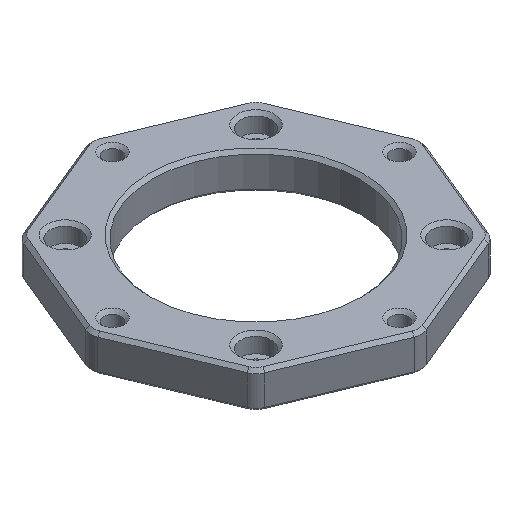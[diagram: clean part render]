
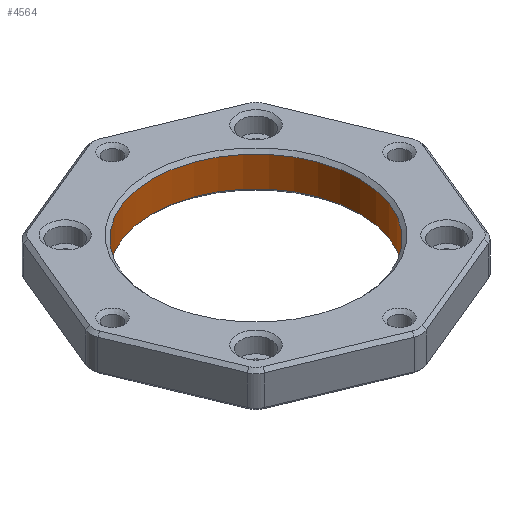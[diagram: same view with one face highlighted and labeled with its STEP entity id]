
A CAD part, isometric view. The second image highlights one B-rep face of the part: STEP entity #4564.
In plain terms, the highlighted cylindrical face has radius 25.5 mm (diameter 51 mm), a full revolution.
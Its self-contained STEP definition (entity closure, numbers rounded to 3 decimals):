
#1063 = CONICAL_SURFACE('',#1064,25.5,0.785);
#1064 = AXIS2_PLACEMENT_3D('',#1065,#1066,#1067);
#1065 = CARTESIAN_POINT('',(0.,0.,0.8));
#1066 = DIRECTION('',(-0.,-0.,-1.));
#1067 = DIRECTION('',(1.,0.,0.));
#1854 = CONICAL_SURFACE('',#1855,25.5,0.785);
#1855 = AXIS2_PLACEMENT_3D('',#1856,#1857,#1858);
#1856 = CARTESIAN_POINT('',(0.,0.,8.2));
#1857 = DIRECTION('',(0.,0.,1.));
#1858 = DIRECTION('',(1.,0.,0.));
#2827 = VERTEX_POINT('',#2828);
#2828 = CARTESIAN_POINT('',(25.5,0.,0.8));
#2851 = EDGE_CURVE('',#2827,#2827,#2852,.T.);
#2852 = SURFACE_CURVE('',#2853,(#2858,#2865),.PCURVE_S1.);
#2853 = CIRCLE('',#2854,25.5);
#2854 = AXIS2_PLACEMENT_3D('',#2855,#2856,#2857);
#2855 = CARTESIAN_POINT('',(0.,0.,0.8));
#2856 = DIRECTION('',(0.,0.,1.));
#2857 = DIRECTION('',(1.,0.,0.));
#2858 = PCURVE('',#1063,#2859);
#2859 = DEFINITIONAL_REPRESENTATION('',(#2860),#2864);
#2860 = LINE('',#2861,#2862);
#2861 = CARTESIAN_POINT('',(-0.,-0.));
#2862 = VECTOR('',#2863,1.);
#2863 = DIRECTION('',(-1.,-0.));
#2864 = ( GEOMETRIC_REPRESENTATION_CONTEXT(2) 
PARAMETRIC_REPRESENTATION_CONTEXT() REPRESENTATION_CONTEXT('2D SPACE',''
  ) );
#2865 = PCURVE('',#2866,#2871);
#2866 = CYLINDRICAL_SURFACE('',#2867,25.5);
#2867 = AXIS2_PLACEMENT_3D('',#2868,#2869,#2870);
#2868 = CARTESIAN_POINT('',(0.,0.,0.));
#2869 = DIRECTION('',(-0.,-0.,-1.));
#2870 = DIRECTION('',(1.,0.,0.));
#2871 = DEFINITIONAL_REPRESENTATION('',(#2872),#2876);
#2872 = LINE('',#2873,#2874);
#2873 = CARTESIAN_POINT('',(-0.,-0.8));
#2874 = VECTOR('',#2875,1.);
#2875 = DIRECTION('',(-1.,0.));
#2876 = ( GEOMETRIC_REPRESENTATION_CONTEXT(2) 
PARAMETRIC_REPRESENTATION_CONTEXT() REPRESENTATION_CONTEXT('2D SPACE',''
  ) );
#4009 = VERTEX_POINT('',#4010);
#4010 = CARTESIAN_POINT('',(25.5,0.,8.2));
#4033 = EDGE_CURVE('',#4009,#4009,#4034,.T.);
#4034 = SURFACE_CURVE('',#4035,(#4040,#4047),.PCURVE_S1.);
#4035 = CIRCLE('',#4036,25.5);
#4036 = AXIS2_PLACEMENT_3D('',#4037,#4038,#4039);
#4037 = CARTESIAN_POINT('',(0.,0.,8.2));
#4038 = DIRECTION('',(0.,0.,1.));
#4039 = DIRECTION('',(1.,0.,0.));
#4040 = PCURVE('',#1854,#4041);
#4041 = DEFINITIONAL_REPRESENTATION('',(#4042),#4046);
#4042 = LINE('',#4043,#4044);
#4043 = CARTESIAN_POINT('',(0.,-0.));
#4044 = VECTOR('',#4045,1.);
#4045 = DIRECTION('',(1.,-0.));
#4046 = ( GEOMETRIC_REPRESENTATION_CONTEXT(2) 
PARAMETRIC_REPRESENTATION_CONTEXT() REPRESENTATION_CONTEXT('2D SPACE',''
  ) );
#4047 = PCURVE('',#2866,#4048);
#4048 = DEFINITIONAL_REPRESENTATION('',(#4049),#4053);
#4049 = LINE('',#4050,#4051);
#4050 = CARTESIAN_POINT('',(-0.,-8.2));
#4051 = VECTOR('',#4052,1.);
#4052 = DIRECTION('',(-1.,0.));
#4053 = ( GEOMETRIC_REPRESENTATION_CONTEXT(2) 
PARAMETRIC_REPRESENTATION_CONTEXT() REPRESENTATION_CONTEXT('2D SPACE',''
  ) );
#4564 = ADVANCED_FACE('',(#4565),#2866,.F.);
#4565 = FACE_BOUND('',#4566,.T.);
#4566 = EDGE_LOOP('',(#4567,#4588,#4589,#4590));
#4567 = ORIENTED_EDGE('',*,*,#4568,.T.);
#4568 = EDGE_CURVE('',#2827,#4009,#4569,.T.);
#4569 = SEAM_CURVE('',#4570,(#4574,#4581),.PCURVE_S1.);
#4570 = LINE('',#4571,#4572);
#4571 = CARTESIAN_POINT('',(25.5,0.,0.));
#4572 = VECTOR('',#4573,1.);
#4573 = DIRECTION('',(0.,0.,1.));
#4574 = PCURVE('',#2866,#4575);
#4575 = DEFINITIONAL_REPRESENTATION('',(#4576),#4580);
#4576 = LINE('',#4577,#4578);
#4577 = CARTESIAN_POINT('',(-0.,0.));
#4578 = VECTOR('',#4579,1.);
#4579 = DIRECTION('',(-0.,-1.));
#4580 = ( GEOMETRIC_REPRESENTATION_CONTEXT(2) 
PARAMETRIC_REPRESENTATION_CONTEXT() REPRESENTATION_CONTEXT('2D SPACE',''
  ) );
#4581 = PCURVE('',#2866,#4582);
#4582 = DEFINITIONAL_REPRESENTATION('',(#4583),#4587);
#4583 = LINE('',#4584,#4585);
#4584 = CARTESIAN_POINT('',(-6.283,0.));
#4585 = VECTOR('',#4586,1.);
#4586 = DIRECTION('',(-0.,-1.));
#4587 = ( GEOMETRIC_REPRESENTATION_CONTEXT(2) 
PARAMETRIC_REPRESENTATION_CONTEXT() REPRESENTATION_CONTEXT('2D SPACE',''
  ) );
#4588 = ORIENTED_EDGE('',*,*,#4033,.T.);
#4589 = ORIENTED_EDGE('',*,*,#4568,.F.);
#4590 = ORIENTED_EDGE('',*,*,#2851,.F.);
